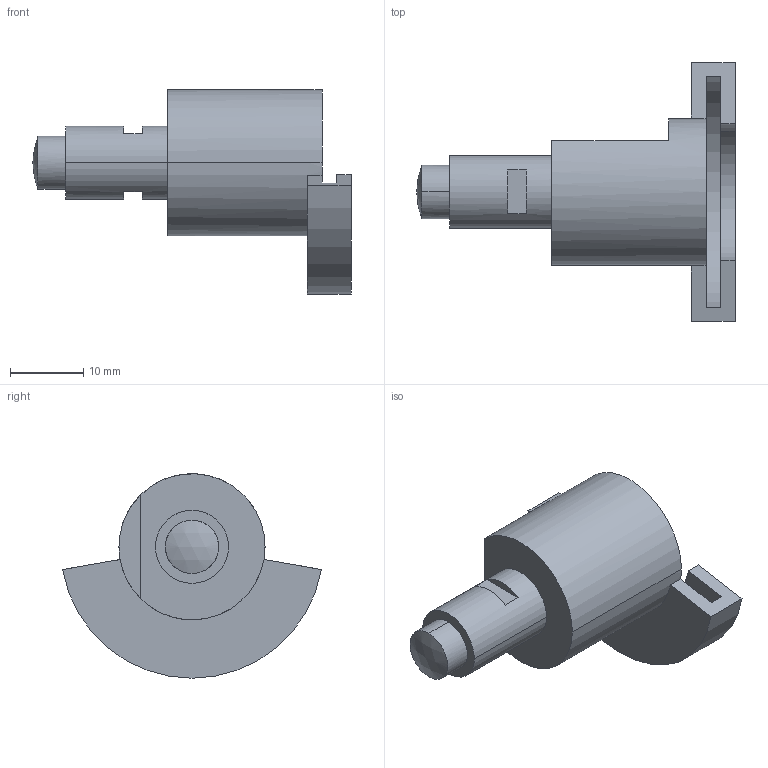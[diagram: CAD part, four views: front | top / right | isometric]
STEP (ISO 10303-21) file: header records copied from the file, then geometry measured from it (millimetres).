
FILE_DESCRIPTION(('CATIA V6 STEP','CAx-IF Rec.Pracs.--- Model Styling and Organization---1.2---2011-12-15'),'2;1');
FILE_NAME('Piston.stp','2020-08-02T16:04:10+00:00',('NewPDM'),('Renault'),'CATIA Unofficial Packaging Version','DASSAULT SYSTEMES CATIA V6 STEP AP214','none');
FILE_SCHEMA(('AUTOMOTIVE_DESIGN { 1 0 10303 214 1 1 1 1 }'));
Length unit declared in the file: millimetre
Products named in the file (1): OCIM07AJPL
Bounding box: 43.6 x 35.45 x 28 mm (x, y, z)
Volume: 8883.7 mm3; surface area: 4022.3 mm2
Topology: 1 solids, 1 shells, 27 faces, 66 edges, 45 vertices
Faces by surface type: plane 16, cylinder 10, sphere 1
Entity records: 835 total; most frequent: CARTESIAN_POINT 168, ORIENTED_EDGE 132, DIRECTION 120, EDGE_CURVE 66, AXIS2_PLACEMENT_3D 55, VERTEX_POINT 45, VECTOR 38, LINE 38
